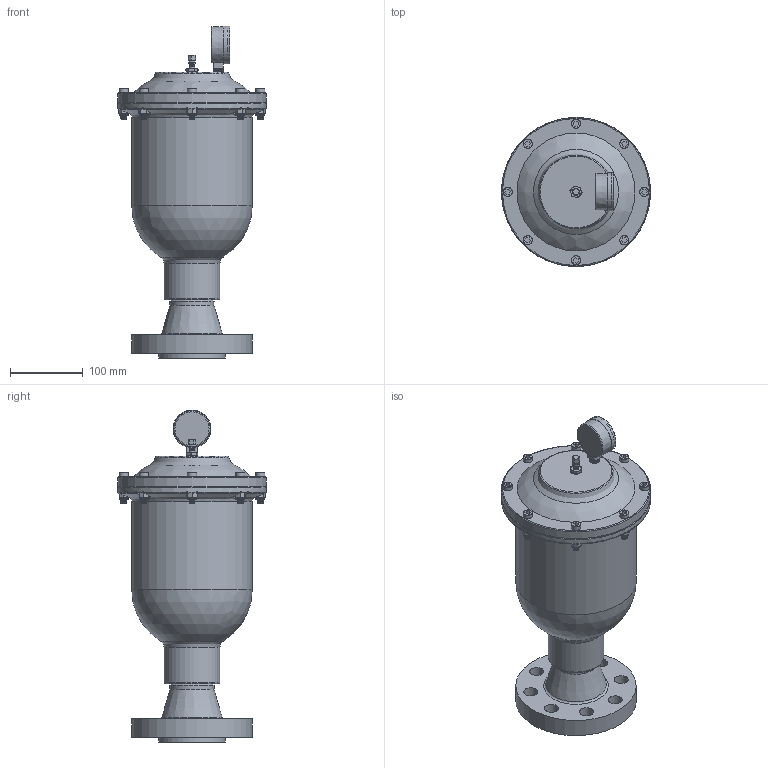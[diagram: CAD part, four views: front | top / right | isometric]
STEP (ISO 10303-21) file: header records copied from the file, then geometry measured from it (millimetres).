
FILE_DESCRIPTION((''),'2;1');
FILE_NAME('APHIIIF-ALLOY-WN_R0.ipt.stp','2017-07-10T09:53:38',(''),(''),'Autodesk Inventor 2009','Autodesk Inventor 2009','');
FILE_SCHEMA(('AUTOMOTIVE_DESIGN { 1 0 10303 214 1 1 1 1 }'));
Length unit declared in the file: inch
Products named in the file (1): APHIIIF-ALLOY-WN_R0
Bounding box: 204.18 x 204.18 x 454.92 mm (x, y, z)
Volume: 2499699.7 mm3; surface area: 436105.1 mm2
Topology: 14 solids, 14 shells, 818 faces, 2155 edges, 1396 vertices
Faces by surface type: bspline 348, plane 310, cylinder 96, torus 32, cone 31, sphere 1
Full cylindrical faces by diameter (mm): 3.064 x1, 6.35 x1, 7.62 x9, 7.925 x1, 9.349 x1, 10.211 x10, 11.125 x2, 12.7 x16, 13.716 x1, 19.05 x8, 50.292 x1, 51.816 x1, 52.502 x1, 56.358 x1, 60.452 x1, 76.2 x1, 91.948 x1, 149.86 x1, 165.1 x1, 165.608 x1, 171.45 x1, 203.962 x1, 204.216 x1
Entity records: 41258 total; most frequent: CARTESIAN_POINT 23156, ORIENTED_EDGE 4002, DIRECTION 2738, EDGE_CURVE 2001, VERTEX_POINT 1354, EDGE_LOOP 1005, AXIS2_PLACEMENT_3D 941, VECTOR 856
